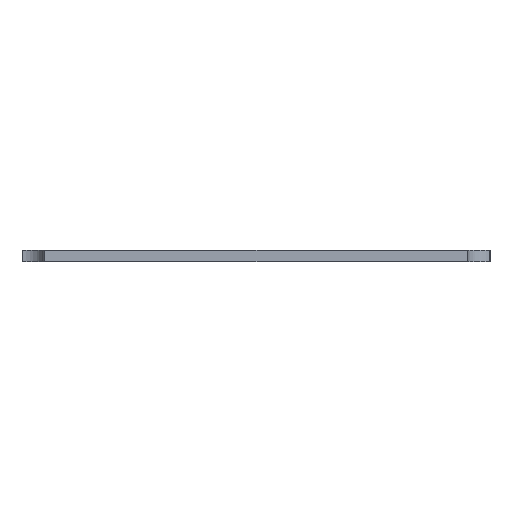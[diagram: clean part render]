
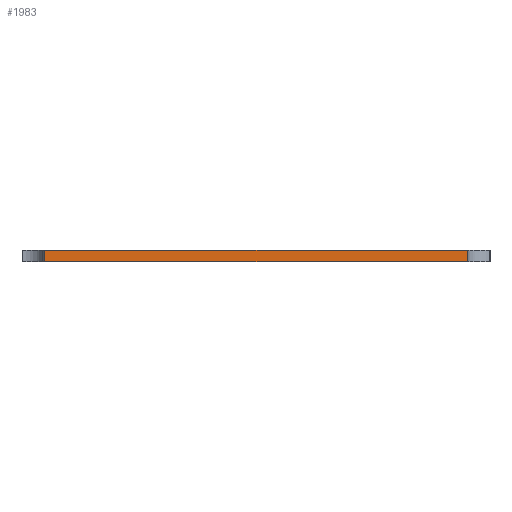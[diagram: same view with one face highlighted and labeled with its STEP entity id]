
A CAD part, left-side view. The second image highlights one B-rep face of the part: STEP entity #1983.
In plain terms, the highlighted planar face has unit normal (-1, 0, 0).
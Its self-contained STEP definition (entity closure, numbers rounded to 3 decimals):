
#146 = VERTEX_POINT('',#147);
#147 = CARTESIAN_POINT('',(50.006,-100.631,0.));
#154 = EDGE_CURVE('',#155,#146,#157,.T.);
#155 = VERTEX_POINT('',#156);
#156 = CARTESIAN_POINT('',(50.006,-156.544,0.));
#157 = LINE('',#158,#159);
#158 = CARTESIAN_POINT('',(50.006,-156.544,0.));
#159 = VECTOR('',#160,1.);
#160 = DIRECTION('',(0.,1.,0.));
#1051 = VERTEX_POINT('',#1052);
#1052 = CARTESIAN_POINT('',(50.006,-100.631,1.51));
#1059 = EDGE_CURVE('',#1060,#1051,#1062,.T.);
#1060 = VERTEX_POINT('',#1061);
#1061 = CARTESIAN_POINT('',(50.006,-156.544,1.51));
#1062 = LINE('',#1063,#1064);
#1063 = CARTESIAN_POINT('',(50.006,-156.544,1.51));
#1064 = VECTOR('',#1065,1.);
#1065 = DIRECTION('',(0.,1.,0.));
#1953 = EDGE_CURVE('',#146,#1051,#1954,.T.);
#1954 = LINE('',#1955,#1956);
#1955 = CARTESIAN_POINT('',(50.006,-100.631,0.));
#1956 = VECTOR('',#1957,1.);
#1957 = DIRECTION('',(0.,0.,1.));
#1983 = ADVANCED_FACE('',(#1984),#1995,.T.);
#1984 = FACE_BOUND('',#1985,.T.);
#1985 = EDGE_LOOP('',(#1986,#1992,#1993,#1994));
#1986 = ORIENTED_EDGE('',*,*,#1987,.T.);
#1987 = EDGE_CURVE('',#155,#1060,#1988,.T.);
#1988 = LINE('',#1989,#1990);
#1989 = CARTESIAN_POINT('',(50.006,-156.544,0.));
#1990 = VECTOR('',#1991,1.);
#1991 = DIRECTION('',(0.,0.,1.));
#1992 = ORIENTED_EDGE('',*,*,#1059,.T.);
#1993 = ORIENTED_EDGE('',*,*,#1953,.F.);
#1994 = ORIENTED_EDGE('',*,*,#154,.F.);
#1995 = PLANE('',#1996);
#1996 = AXIS2_PLACEMENT_3D('',#1997,#1998,#1999);
#1997 = CARTESIAN_POINT('',(50.006,-156.544,0.));
#1998 = DIRECTION('',(-1.,0.,0.));
#1999 = DIRECTION('',(0.,1.,0.));
